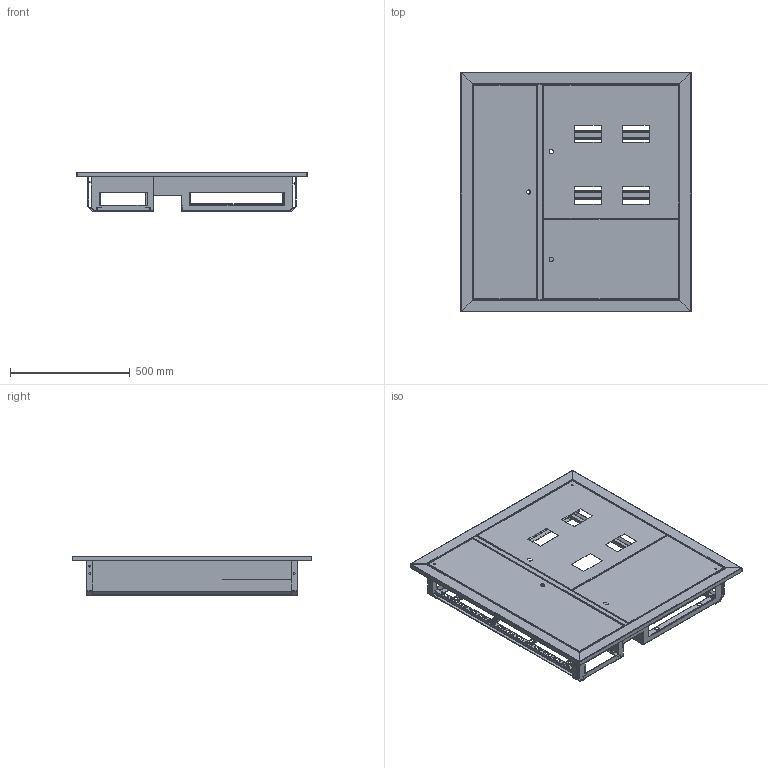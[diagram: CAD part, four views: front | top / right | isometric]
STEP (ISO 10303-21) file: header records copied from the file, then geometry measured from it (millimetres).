
FILE_DESCRIPTION(('STEP AP203'), '1');
FILE_NAME('MKM42-Õ', '', ('UNSPECIFIED'), ('UNSPECIFIED'), 'C3D Converter', 'C3D Toolkit', '');
FILE_SCHEMA(('CONFIG_CONTROL_DESIGN'));
Length unit declared in the file: millimetre
Products named in the file (23): 3D ЩЭ стандарт 1000х960х157-02; Уголок_Џｮ гｬｮｫзｭЁо; Боковина2_Џｮ гｬｮｫзｭЁо; Перфорация_Џｮ гｬｮｫзｭЁо; Верх_Џｮ гｬｮｫзｭЁо; Крючок; Верх-низ2; Рейка под шину_Џｮ гｬｮｫзｭЁо; Обводная_Џｮ гｬｮｫзｭЁо; Боковина3_Џｮ гｬｮｫзｭЁо; Part2; Zn рамка стандартная; Верх-низ; Заслонкаа; Рейка240; Уголок под 90_Џｮ гｬｮｫзｭЁо; Дверь учетная_Џｮ гｬｮｫзｭЁо; Дверь сл_Џｮ гｬｮｫзｭЁо; дин-рейка+318; Дверь аб_Џｮ гｬｮｫзｭЁо; фффпанель_Џｮ гｬｮｫзｭЁо; Перегородка_Џｮ гｬｮｫзｭЁо
Assembly tree (43 placements, depth 3):
  3D ЩЭ стандарт 1000х960х157-02
    Уголок_Џｮ гｬｮｫзｭЁо  x2
    Боковина2_Џｮ гｬｮｫзｭЁо
    Перфорация_Џｮ гｬｮｫзｭЁо  x2
    Верх_Џｮ гｬｮｫзｭЁо  x2
    Крючок  x4
    Верх-низ2
    Рейка под шину_Џｮ гｬｮｫзｭЁо
    Обводная_Џｮ гｬｮｫзｭЁо  x4
    Боковина3_Џｮ гｬｮｫзｭЁо
    Part2  x2
    Zn рамка стандартная
      Верх-низ
    Заслонкаа
    Рейка240  x4
    Уголок под 90_Џｮ гｬｮｫзｭЁо
    Дверь учетная_Џｮ гｬｮｫзｭЁо
    Дверь сл_Џｮ гｬｮｫзｭЁо
    дин-рейка+318  x4
    Дверь аб_Џｮ гｬｮｫзｭЁо
    фффпанель_Џｮ гｬｮｫзｭЁо
    Перегородка_Џｮ гｬｮｫзｭЁо
    (unnamed)  x6
Bounding box: 960 x 1000 x 166.6 mm (x, y, z)
Volume: 2539973 mm3; surface area: 4344457.6 mm2
Topology: 42 solids, 42 shells, 1344 faces, 3392 edges, 2138 vertices
Faces by surface type: plane 920, cylinder 384, bspline 40
Full cylindrical faces by diameter (mm): 3 x4, 4 x26, 6 x14, 6.5 x4, 7.5 x6, 18 x4
Entity records: 34363 total; most frequent: CARTESIAN_POINT 7027, ORIENTED_EDGE 3908, DIRECTION 3888, EDGE_CURVE 1954, LINE 1494, VECTOR 1494, VERTEX_POINT 1236, AXIS2_PLACEMENT_3D 1197
